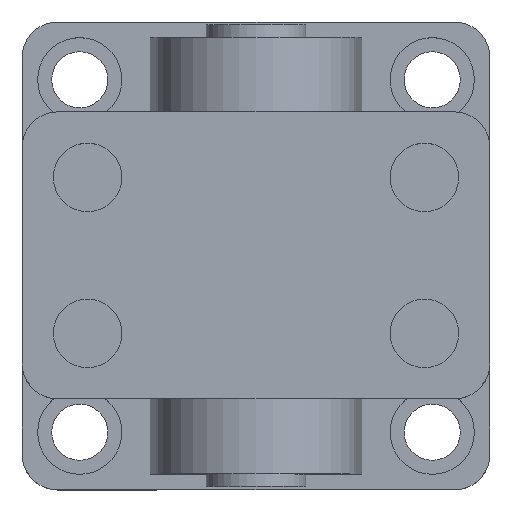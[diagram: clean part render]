
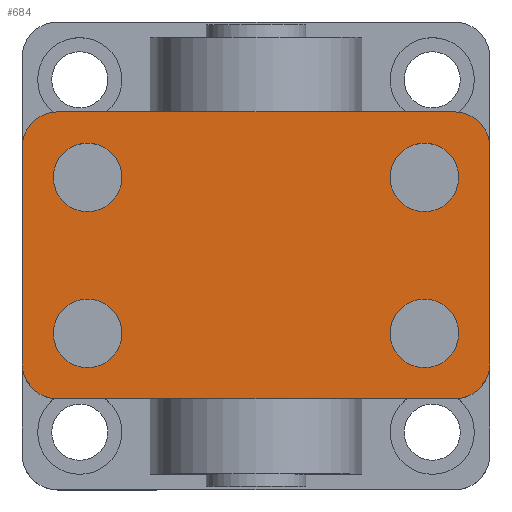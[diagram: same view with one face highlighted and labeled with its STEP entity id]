
A CAD part, top view. The second image highlights one B-rep face of the part: STEP entity #684.
In plain terms, the highlighted face is planar.
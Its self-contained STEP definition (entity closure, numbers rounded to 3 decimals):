
#271=CARTESIAN_POINT('',(32.5,12.5,0.0));
#272=VERTEX_POINT('',#271);
#273=CARTESIAN_POINT('',(27.,12.5,0.0));
#274=DIRECTION('',(0.0,0.0,1.0));
#275=DIRECTION('',(-1.0,0.0,0.0));
#276=AXIS2_PLACEMENT_3D('',#273,#274,#275);
#277=CIRCLE('',#276,5.5);
#278=EDGE_CURVE('',#272,#272,#277,.T.);
#299=CARTESIAN_POINT('',(32.5,-12.5,0.0));
#300=VERTEX_POINT('',#299);
#301=CARTESIAN_POINT('',(27.,-12.5,0.0));
#302=DIRECTION('',(0.0,0.0,1.0));
#303=DIRECTION('',(-1.0,0.0,0.0));
#304=AXIS2_PLACEMENT_3D('',#301,#302,#303);
#305=CIRCLE('',#304,5.5);
#306=EDGE_CURVE('',#300,#300,#305,.T.);
#327=CARTESIAN_POINT('',(-21.5,12.5,0.0));
#328=VERTEX_POINT('',#327);
#329=CARTESIAN_POINT('',(-27.,12.5,0.0));
#330=DIRECTION('',(0.0,0.0,1.0));
#331=DIRECTION('',(-1.0,0.0,0.0));
#332=AXIS2_PLACEMENT_3D('',#329,#330,#331);
#333=CIRCLE('',#332,5.5);
#334=EDGE_CURVE('',#328,#328,#333,.T.);
#355=CARTESIAN_POINT('',(-21.5,-12.5,0.0));
#356=VERTEX_POINT('',#355);
#357=CARTESIAN_POINT('',(-27.,-12.5,0.0));
#358=DIRECTION('',(0.0,0.0,1.0));
#359=DIRECTION('',(-1.0,0.0,0.0));
#360=AXIS2_PLACEMENT_3D('',#357,#358,#359);
#361=CIRCLE('',#360,5.5);
#362=EDGE_CURVE('',#356,#356,#361,.T.);
#382=CARTESIAN_POINT('',(31.75,23.,0.0));
#383=VERTEX_POINT('',#382);
#390=CARTESIAN_POINT('',(-31.75,23.,0.0));
#391=VERTEX_POINT('',#390);
#392=CARTESIAN_POINT('',(-31.75,23.,0.0));
#393=DIRECTION('',(1.0,0.0,0.0));
#394=VECTOR('',#393,63.5);
#395=LINE('',#392,#394);
#396=EDGE_CURVE('',#391,#383,#395,.T.);
#421=CARTESIAN_POINT('',(37.5,17.25,0.0));
#422=VERTEX_POINT('',#421);
#429=CARTESIAN_POINT('',(31.75,17.25,0.0));
#430=DIRECTION('',(0.0,0.0,-1.0));
#431=DIRECTION('',(-1.0,0.0,0.0));
#432=AXIS2_PLACEMENT_3D('',#429,#430,#431);
#433=CIRCLE('',#432,5.75);
#434=EDGE_CURVE('',#383,#422,#433,.T.);
#453=CARTESIAN_POINT('',(37.5,-17.25,0.0));
#454=VERTEX_POINT('',#453);
#461=CARTESIAN_POINT('',(37.5,17.25,0.0));
#462=DIRECTION('',(0.0,-1.0,0.0));
#463=VECTOR('',#462,34.5);
#464=LINE('',#461,#463);
#465=EDGE_CURVE('',#422,#454,#464,.T.);
#485=CARTESIAN_POINT('',(31.75,-23.,0.0));
#486=VERTEX_POINT('',#485);
#493=CARTESIAN_POINT('',(31.75,-17.25,0.0));
#494=DIRECTION('',(0.0,0.0,-1.0));
#495=DIRECTION('',(0.0,1.0,0.0));
#496=AXIS2_PLACEMENT_3D('',#493,#494,#495);
#497=CIRCLE('',#496,5.75);
#498=EDGE_CURVE('',#454,#486,#497,.T.);
#517=CARTESIAN_POINT('',(-31.75,-23.,0.0));
#518=VERTEX_POINT('',#517);
#525=CARTESIAN_POINT('',(31.75,-23.,0.0));
#526=DIRECTION('',(-1.0,0.0,0.0));
#527=VECTOR('',#526,63.5);
#528=LINE('',#525,#527);
#529=EDGE_CURVE('',#486,#518,#528,.T.);
#549=CARTESIAN_POINT('',(-37.5,-17.25,0.0));
#550=VERTEX_POINT('',#549);
#557=CARTESIAN_POINT('',(-31.75,-17.25,0.0));
#558=DIRECTION('',(0.0,0.0,-1.0));
#559=DIRECTION('',(1.0,0.0,0.0));
#560=AXIS2_PLACEMENT_3D('',#557,#558,#559);
#561=CIRCLE('',#560,5.75);
#562=EDGE_CURVE('',#518,#550,#561,.T.);
#581=CARTESIAN_POINT('',(-37.5,17.25,0.0));
#582=VERTEX_POINT('',#581);
#589=CARTESIAN_POINT('',(-37.5,-17.25,0.0));
#590=DIRECTION('',(0.0,1.0,0.0));
#591=VECTOR('',#590,34.5);
#592=LINE('',#589,#591);
#593=EDGE_CURVE('',#550,#582,#592,.T.);
#612=CARTESIAN_POINT('',(-31.75,17.25,0.0));
#613=DIRECTION('',(0.0,0.0,-1.0));
#614=DIRECTION('',(0.0,-1.0,0.0));
#615=AXIS2_PLACEMENT_3D('',#612,#613,#614);
#616=CIRCLE('',#615,5.75);
#617=EDGE_CURVE('',#582,#391,#616,.T.);
#657=CARTESIAN_POINT('',(0.,0.0,0.0));
#658=DIRECTION('',(0.0,0.0,1.0));
#659=DIRECTION('',(1.0,0.0,0.0));
#660=AXIS2_PLACEMENT_3D('',#657,#658,#659);
#661=PLANE('',#660);
#662=ORIENTED_EDGE('',*,*,#617,.T.);
#663=ORIENTED_EDGE('',*,*,#396,.T.);
#664=ORIENTED_EDGE('',*,*,#434,.T.);
#665=ORIENTED_EDGE('',*,*,#465,.T.);
#666=ORIENTED_EDGE('',*,*,#498,.T.);
#667=ORIENTED_EDGE('',*,*,#529,.T.);
#668=ORIENTED_EDGE('',*,*,#562,.T.);
#669=ORIENTED_EDGE('',*,*,#593,.T.);
#670=EDGE_LOOP('',(#662,#663,#664,#665,#666,#667,#668,#669));
#671=FACE_OUTER_BOUND('',#670,.T.);
#672=ORIENTED_EDGE('',*,*,#278,.T.);
#673=EDGE_LOOP('',(#672));
#674=FACE_BOUND('',#673,.T.);
#675=ORIENTED_EDGE('',*,*,#306,.T.);
#676=EDGE_LOOP('',(#675));
#677=FACE_BOUND('',#676,.T.);
#678=ORIENTED_EDGE('',*,*,#334,.T.);
#679=EDGE_LOOP('',(#678));
#680=FACE_BOUND('',#679,.T.);
#681=ORIENTED_EDGE('',*,*,#362,.T.);
#682=EDGE_LOOP('',(#681));
#683=FACE_BOUND('',#682,.T.);
#684=ADVANCED_FACE('',(#671,#674,#677,#680,#683),#661,.F.);
